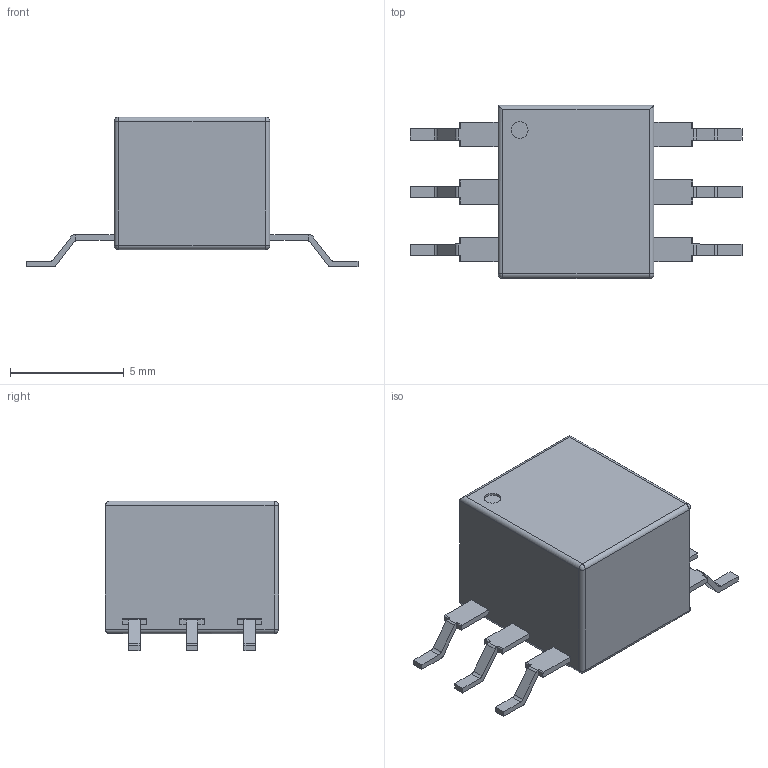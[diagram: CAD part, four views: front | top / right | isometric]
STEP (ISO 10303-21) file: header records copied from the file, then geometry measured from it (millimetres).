
FILE_DESCRIPTION(('FreeCAD Model'),'2;1');
FILE_NAME('Fusion.step','2018-11-25T22:32:56',('kicad StepUp'),('ksu MCAD') ,'Open CASCADE STEP processor 7.2','FreeCAD','Unknown');
FILE_SCHEMA(('AUTOMOTIVE_DESIGN { 1 0 10303 214 1 1 1 1 }'));
Length unit declared in the file: millimetre
Products named in the file (1): Fusion
Bounding box: 14.61 x 7.62 x 6.6 mm (x, y, z)
Volume: 309.5 mm3; surface area: 319.8 mm2
Topology: 1 solids, 1 shells, 136 faces, 381 edges, 250 vertices
Faces by surface type: plane 85, cylinder 47, sphere 4
Full cylindrical faces by diameter (mm): 0.744 x1
Entity records: 10253 total; most frequent: CARTESIAN_POINT 1702, DIRECTION 1439, LINE 887, VECTOR 887, ORIENTED_EDGE 754, PCURVE 754, DEFINITIONAL_REPRESENTATION 754, EDGE_CURVE 377
